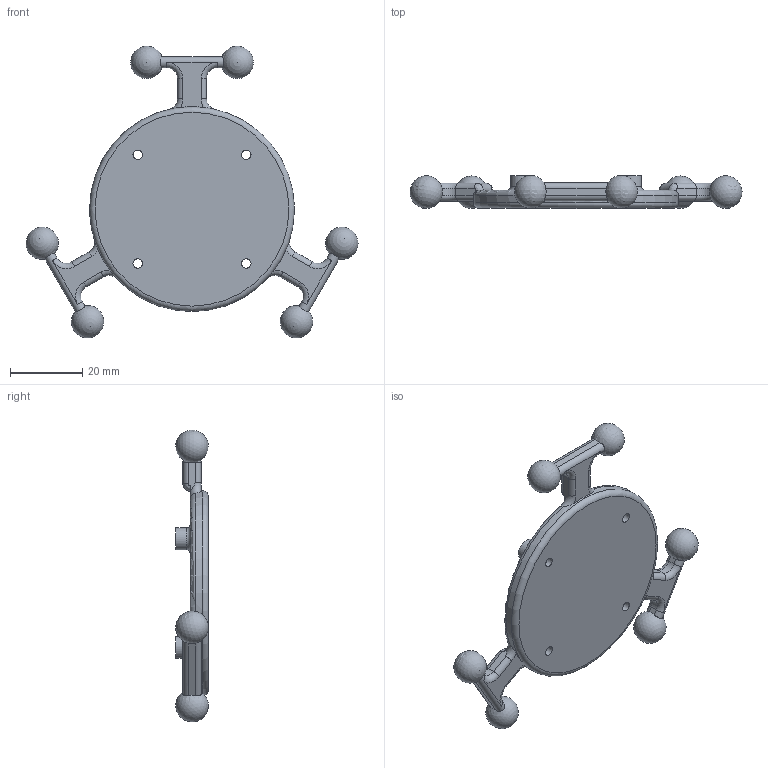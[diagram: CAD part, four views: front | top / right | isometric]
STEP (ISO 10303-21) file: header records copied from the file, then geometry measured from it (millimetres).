
FILE_DESCRIPTION(/* description */ (''),/* implementation_level */ '2;1');
FILE_NAME(/* name */ 'hand.step',/* time_stamp */ '2024-02-25T14:42:34-08:00',/* author */ (''),/* organization */ (''),/* preprocessor_version */ 'ST-DEVELOPER v20',/* originating_system */ 'Autodesk Translation Framework v12.14.0.127',/* authorisation */ '');
FILE_SCHEMA (('AUTOMOTIVE_DESIGN { 1 0 10303 214 3 1 1 }'));
Length unit declared in the file: millimetre
Products named in the file (1): delta_base
Bounding box: 91.72 x 9 x 80.61 mm (x, y, z)
Volume: 16944.2 mm3; surface area: 8975 mm2
Topology: 1 solids, 1 shells, 101 faces, 285 edges, 184 vertices
Faces by surface type: cylinder 33, torus 29, plane 27, bspline 6, sphere 6
Full cylindrical faces by diameter (mm): 2.6 x4, 6 x4, 56.569 x1
Entity records: 3932 total; most frequent: CARTESIAN_POINT 1309, DIRECTION 555, ORIENTED_EDGE 546, EDGE_CURVE 273, AXIS2_PLACEMENT_3D 240, VERTEX_POINT 184, CIRCLE 144, EDGE_LOOP 119
